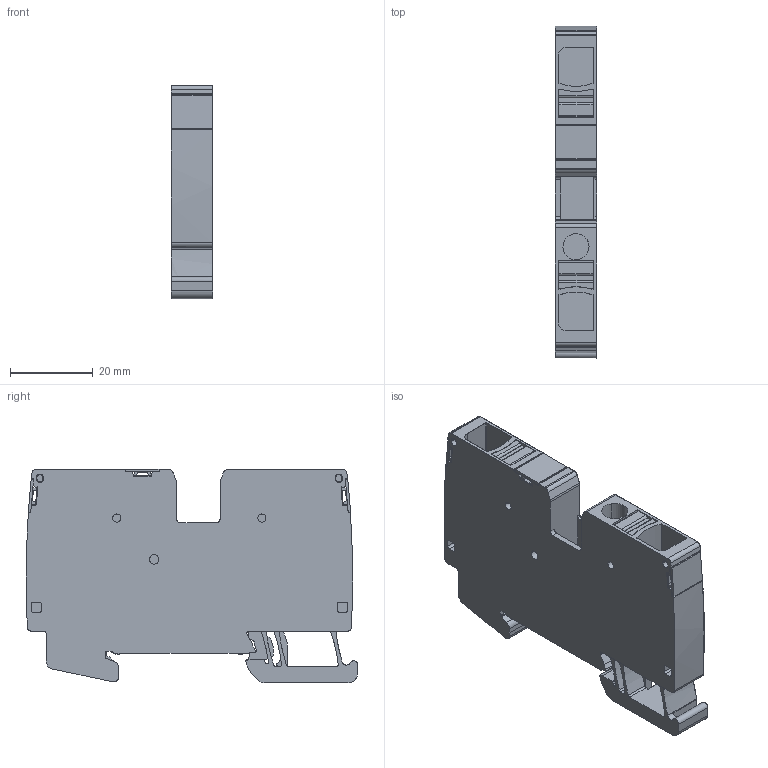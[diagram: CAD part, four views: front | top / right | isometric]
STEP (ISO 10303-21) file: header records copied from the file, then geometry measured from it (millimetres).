
FILE_DESCRIPTION(('CATIA V5 STEP Exchange','CAx-IF Rec.Pracs.--- Model Styling and Organization---1.5--- 2016-08-15','CAx-IF Rec.Pracs.---Supplemental Geometry---1.0---2011-11-01','CAx-IF Rec.Pracs.--- Composite Materials ---1.1---2010-07-15'),'2;1');
FILE_NAME ('1135619-2_1', '2025-09-19T08:35:46+00:00', ('none'), ('Weidmueller'), 'CATIA Version 5-6 Release 2024 SP4', 'CATIA V5 STEP AP214 v3', 'none');
FILE_SCHEMA(('AUTOMOTIVE_DESIGN { 1 0 10303 214 1 1 1 1 }'));
Length unit declared in the file: millimetre
Products named in the file (1): 2674960000_A2C_10_PE_DL
Bounding box: 10 x 80.08 x 51.5 mm (x, y, z)
Volume: 30824.9 mm3; surface area: 22568.3 mm2
Topology: 9 solids, 9 shells, 967 faces, 2831 edges, 1894 vertices
Faces by surface type: plane 516, cylinder 427, cone 12, sphere 8, torus 4
Entity records: 31853 total; most frequent: CARTESIAN_POINT 7143, ORIENTED_EDGE 5646, DIRECTION 4235, EDGE_CURVE 2823, VERTEX_POINT 1894, VECTOR 1889, LINE 1889, AXIS2_PLACEMENT_3D 1547
